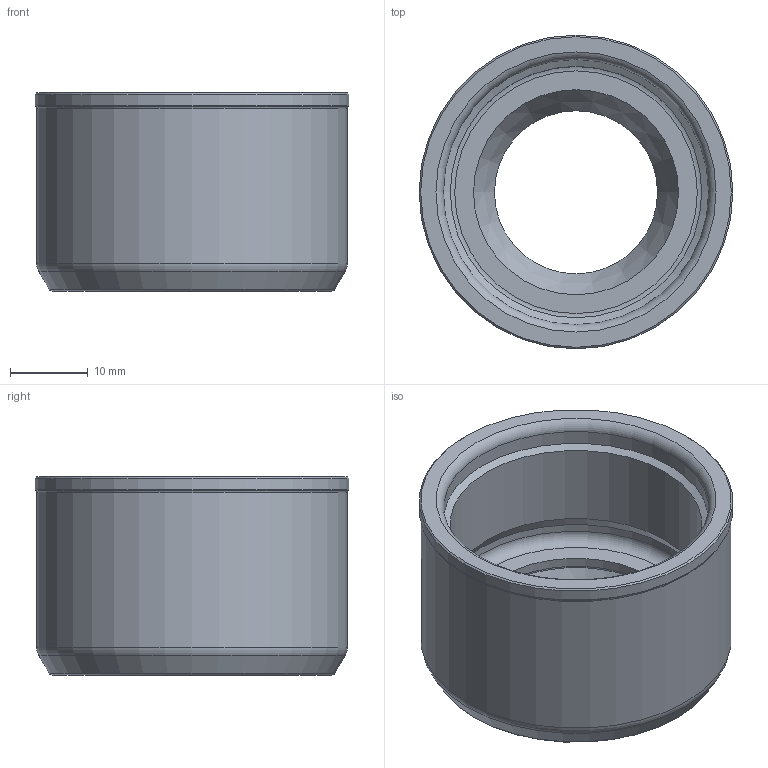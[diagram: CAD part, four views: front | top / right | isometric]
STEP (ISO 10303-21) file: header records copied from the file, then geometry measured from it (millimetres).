
FILE_DESCRIPTION(/* description */ (''),/* implementation_level */ '2;1');
FILE_NAME(/* name */ '362500000.stp',/* time_stamp */ '2021-09-24T14:17:15',/* author */ ('LRA'),/* organization */ ('REGO-FIX'),/* preprocessor_version */ ' Unknown',/* originating_system */ 'SIEMENS PLM Software Solid Edge ST10',/* authorization */ 'Unknown');
FILE_SCHEMA (('AUTOMOTIVE_DESIGN { 1 0 10303 214 2 1 1}'));
Length unit declared in the file: millimetre
Products named in the file (1): NOCUT
Bounding box: 40.4 x 40.4 x 25.5 mm (x, y, z)
Volume: 12648.6 mm3; surface area: 7130.1 mm2
Topology: 1 solids, 1 shells, 22 faces, 46 edges, 27 vertices
Faces by surface type: cylinder 7, torus 6, cone 6, plane 3
Full cylindrical faces by diameter (mm): 21 x1, 26.406 x1, 32.376 x1, 34.15 x1, 34.25 x1, 40 x1, 40.4 x1
Entity records: 640 total; most frequent: DIRECTION 96, CARTESIAN_POINT 70, AXIS2_PLACEMENT_3D 48, ORIENTED_EDGE 44, EDGE_LOOP 44, FACE_BOUND 44, EDGE_CURVE 22, VERTEX_POINT 22
